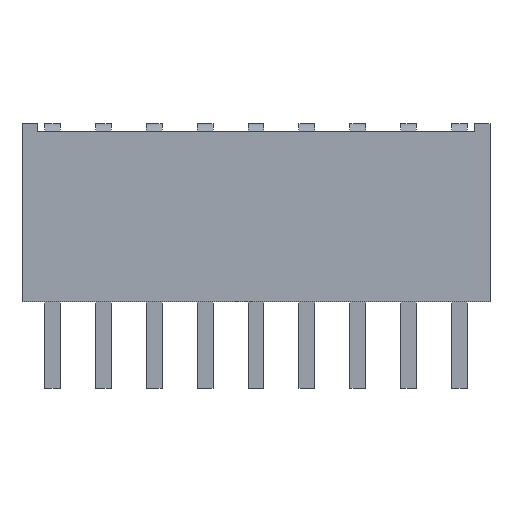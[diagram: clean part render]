
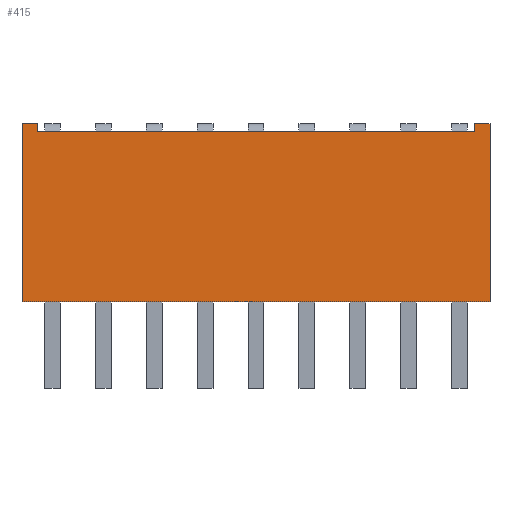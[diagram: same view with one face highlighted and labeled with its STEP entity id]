
A CAD part, front view. The second image highlights one B-rep face of the part: STEP entity #415.
In plain terms, the highlighted face is planar.
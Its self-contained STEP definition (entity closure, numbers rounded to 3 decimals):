
#415 = ADVANCED_FACE('',(#416),#482,.F.);
#416 = FACE_BOUND('',#417,.T.);
#417 = EDGE_LOOP('',(#418,#428,#436,#444,#452,#460,#468,#476));
#418 = ORIENTED_EDGE('',*,*,#419,.F.);
#419 = EDGE_CURVE('',#420,#422,#424,.T.);
#420 = VERTEX_POINT('',#421);
#421 = CARTESIAN_POINT('',(-10.897,0.,-2.54));
#422 = VERTEX_POINT('',#423);
#423 = CARTESIAN_POINT('',(-10.897,0.406,-2.54));
#424 = LINE('',#425,#426);
#425 = CARTESIAN_POINT('',(-10.897,8.89,-2.54));
#426 = VECTOR('',#427,1.);
#427 = DIRECTION('',(0.,1.,0.));
#428 = ORIENTED_EDGE('',*,*,#429,.T.);
#429 = EDGE_CURVE('',#420,#430,#432,.T.);
#430 = VERTEX_POINT('',#431);
#431 = CARTESIAN_POINT('',(-11.684,0.,-2.54));
#432 = LINE('',#433,#434);
#433 = CARTESIAN_POINT('',(11.684,0.,-2.54));
#434 = VECTOR('',#435,1.);
#435 = DIRECTION('',(-1.,0.,0.));
#436 = ORIENTED_EDGE('',*,*,#437,.F.);
#437 = EDGE_CURVE('',#438,#430,#440,.T.);
#438 = VERTEX_POINT('',#439);
#439 = CARTESIAN_POINT('',(-11.684,8.89,-2.54));
#440 = LINE('',#441,#442);
#441 = CARTESIAN_POINT('',(-11.684,8.89,-2.54));
#442 = VECTOR('',#443,1.);
#443 = DIRECTION('',(0.,-1.,0.));
#444 = ORIENTED_EDGE('',*,*,#445,.F.);
#445 = EDGE_CURVE('',#446,#438,#448,.T.);
#446 = VERTEX_POINT('',#447);
#447 = CARTESIAN_POINT('',(11.684,8.89,-2.54));
#448 = LINE('',#449,#450);
#449 = CARTESIAN_POINT('',(11.684,8.89,-2.54));
#450 = VECTOR('',#451,1.);
#451 = DIRECTION('',(-1.,0.,0.));
#452 = ORIENTED_EDGE('',*,*,#453,.T.);
#453 = EDGE_CURVE('',#446,#454,#456,.T.);
#454 = VERTEX_POINT('',#455);
#455 = CARTESIAN_POINT('',(11.684,0.,-2.54));
#456 = LINE('',#457,#458);
#457 = CARTESIAN_POINT('',(11.684,8.89,-2.54));
#458 = VECTOR('',#459,1.);
#459 = DIRECTION('',(0.,-1.,0.));
#460 = ORIENTED_EDGE('',*,*,#461,.T.);
#461 = EDGE_CURVE('',#454,#462,#464,.T.);
#462 = VERTEX_POINT('',#463);
#463 = CARTESIAN_POINT('',(10.897,0.,-2.54));
#464 = LINE('',#465,#466);
#465 = CARTESIAN_POINT('',(11.684,0.,-2.54));
#466 = VECTOR('',#467,1.);
#467 = DIRECTION('',(-1.,0.,0.));
#468 = ORIENTED_EDGE('',*,*,#469,.F.);
#469 = EDGE_CURVE('',#470,#462,#472,.T.);
#470 = VERTEX_POINT('',#471);
#471 = CARTESIAN_POINT('',(10.897,0.406,-2.54));
#472 = LINE('',#473,#474);
#473 = CARTESIAN_POINT('',(10.897,8.89,-2.54));
#474 = VECTOR('',#475,1.);
#475 = DIRECTION('',(0.,-1.,0.));
#476 = ORIENTED_EDGE('',*,*,#477,.F.);
#477 = EDGE_CURVE('',#422,#470,#478,.T.);
#478 = LINE('',#479,#480);
#479 = CARTESIAN_POINT('',(11.684,0.406,-2.54));
#480 = VECTOR('',#481,1.);
#481 = DIRECTION('',(1.,0.,0.));
#482 = PLANE('',#483);
#483 = AXIS2_PLACEMENT_3D('',#484,#485,#486);
#484 = CARTESIAN_POINT('',(11.684,8.89,-2.54));
#485 = DIRECTION('',(0.,0.,1.));
#486 = DIRECTION('',(1.,0.,-0.));
